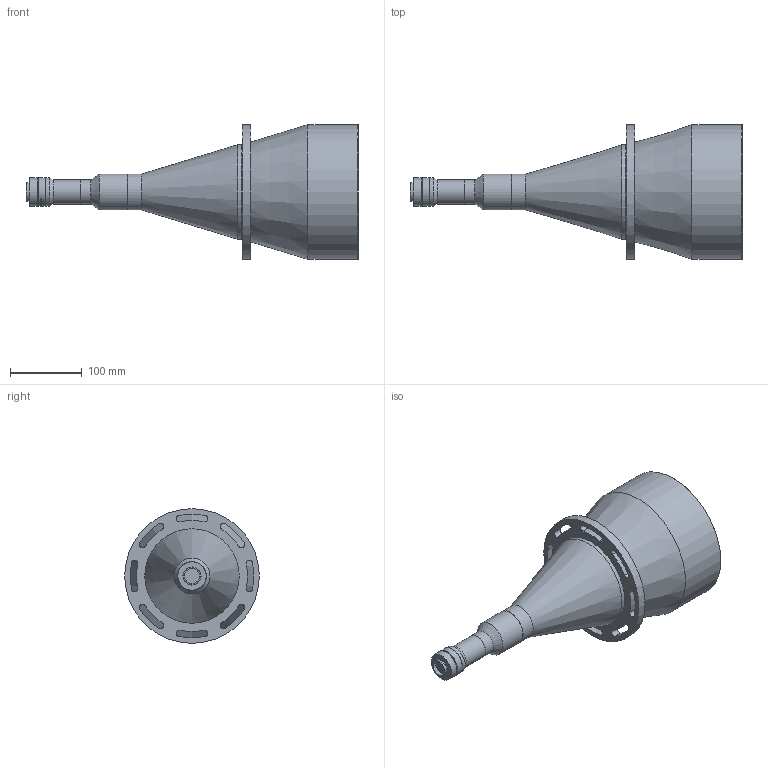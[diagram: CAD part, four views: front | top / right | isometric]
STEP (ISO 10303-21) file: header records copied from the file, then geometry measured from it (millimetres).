
FILE_DESCRIPTION (( 'STEP AP214' ), '1' );
FILE_NAME ('TTL18.5-155-320C.STEP', '2023-04-30T00:50:45', ( '' ), ( '' ), 'SwSTEP 2.0', 'SolidWorks 2022', '' );
FILE_SCHEMA (( 'AUTOMOTIVE_DESIGN' ));
Length unit declared in the file: millimetre
Products named in the file (1): TTL18.5-155-320C
Bounding box: 463.76 x 188 x 188 mm (x, y, z)
Surface area: 235884.1 mm2 (no closed solid volume)
Topology: 0 solids, 18 shells, 116 faces, 486 edges, 394 vertices
Faces by surface type: cylinder 62, plane 28, cone 24, sphere 1, torus 1
Full cylindrical faces by diameter (mm): 21.6 x1, 22.4 x1, 24.4 x1, 25.4 x1, 28.5 x1, 34 x2, 40 x5, 50 x2, 132 x1, 163 x2, 171 x1, 174 x1, 188 x2
Entity records: 6719 total; most frequent: CARTESIAN_POINT 1686, ORIENTED_EDGE 808, DIRECTION 661, EDGE_CURVE 437, VERTEX_POINT 387, AXIS2_PLACEMENT_3D 294, EDGE_LOOP 192, B_SPLINE_CURVE_WITH_KNOTS 187
